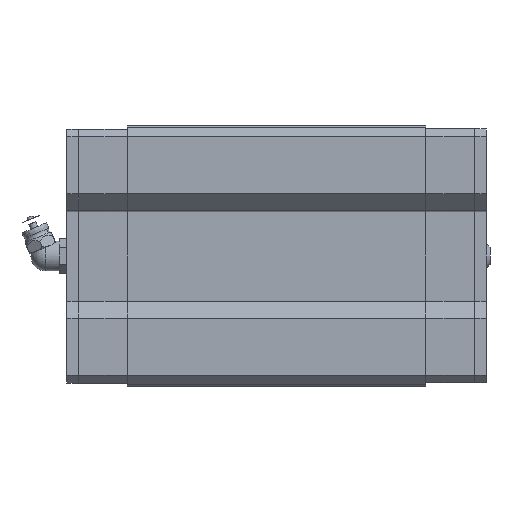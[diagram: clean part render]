
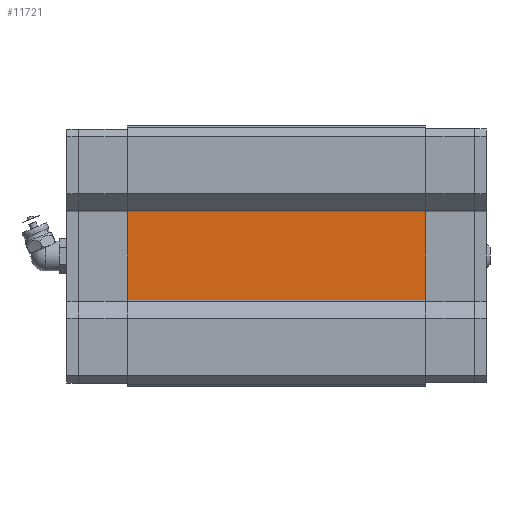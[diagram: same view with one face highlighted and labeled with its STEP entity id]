
A CAD part, front view. The second image highlights one B-rep face of the part: STEP entity #11721.
In plain terms, the highlighted planar face has unit normal (0, -1, 0).
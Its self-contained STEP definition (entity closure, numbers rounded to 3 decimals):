
#305=PLANE('',#12591);
#895=FACE_OUTER_BOUND('',#1538,.T.);
#1538=EDGE_LOOP('',(#9414,#9415,#9416,#9417));
#2540=LINE('',#18016,#3887);
#2578=LINE('',#18111,#3925);
#2579=LINE('',#18114,#3926);
#2580=LINE('',#18115,#3927);
#3887=VECTOR('',#14560,10.);
#3925=VECTOR('',#14650,106.);
#3926=VECTOR('',#14653,10.);
#3927=VECTOR('',#14654,106.);
#5473=VERTEX_POINT('',#18013);
#5474=VERTEX_POINT('',#18015);
#5505=VERTEX_POINT('',#18109);
#5506=VERTEX_POINT('',#18113);
#6873=EDGE_CURVE('',#5473,#5474,#2540,.T.);
#6921=EDGE_CURVE('',#5505,#5473,#2578,.T.);
#6922=EDGE_CURVE('',#5506,#5505,#2579,.T.);
#6923=EDGE_CURVE('',#5506,#5474,#2580,.T.);
#9414=ORIENTED_EDGE('',*,*,#6873,.F.);
#9415=ORIENTED_EDGE('',*,*,#6921,.F.);
#9416=ORIENTED_EDGE('',*,*,#6922,.F.);
#9417=ORIENTED_EDGE('',*,*,#6923,.T.);
#11721=ADVANCED_FACE('',(#895),#305,.T.);
#12591=AXIS2_PLACEMENT_3D('',#18112,#14651,#14652);
#14560=DIRECTION('',(-1.,0.,0.));
#14650=DIRECTION('',(0.,0.,-1.));
#14651=DIRECTION('center_axis',(0.,-1.,0.));
#14652=DIRECTION('ref_axis',(1.,0.,0.));
#14653=DIRECTION('',(1.,0.,0.));
#14654=DIRECTION('',(0.,0.,-1.));
#18013=CARTESIAN_POINT('',(13.251,0.,-40.));
#18015=CARTESIAN_POINT('',(-13.251,0.,-40.));
#18016=CARTESIAN_POINT('',(-6.626,0.,-40.));
#18109=CARTESIAN_POINT('',(13.251,0.,40.));
#18111=CARTESIAN_POINT('',(13.251,0.,56.2));
#18112=CARTESIAN_POINT('Origin',(-13.251,0.,-40.));
#18113=CARTESIAN_POINT('',(-13.251,0.,40.));
#18114=CARTESIAN_POINT('',(-6.626,0.,40.));
#18115=CARTESIAN_POINT('',(-13.251,0.,56.2));
